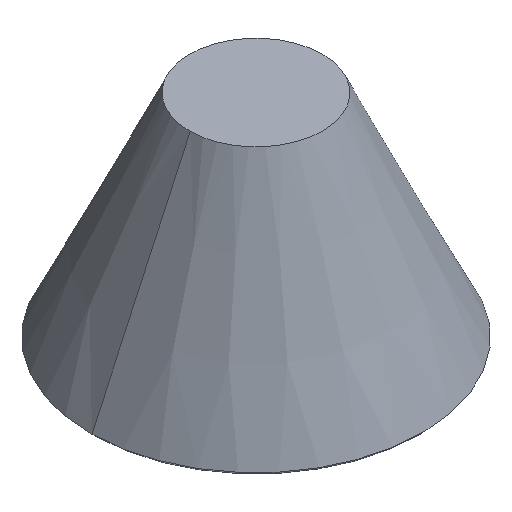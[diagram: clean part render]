
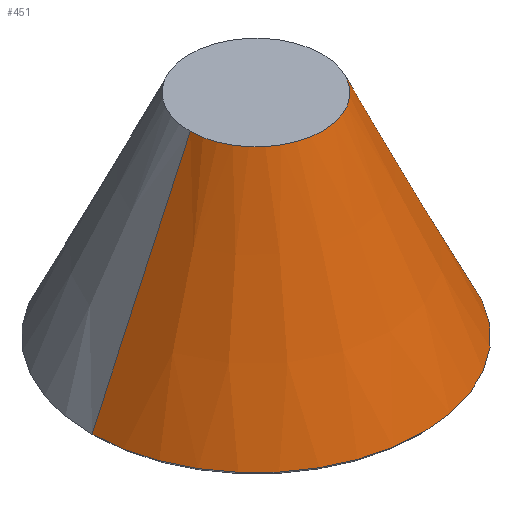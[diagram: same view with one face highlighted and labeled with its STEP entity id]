
A CAD part, isometric view. The second image highlights one B-rep face of the part: STEP entity #451.
In plain terms, the highlighted conical face has half-angle 25.133 degrees and reference radius 2.5 mm.
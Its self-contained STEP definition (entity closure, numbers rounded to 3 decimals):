
#58 = VERTEX_POINT('',#59);
#59 = CARTESIAN_POINT('',(-6.236,-0.071,
    0.536));
#73 = CONICAL_SURFACE('',#74,6.236,0.785);
#74 = AXIS2_PLACEMENT_3D('',#75,#76,#77);
#75 = CARTESIAN_POINT('',(0.,0.,
    0.536));
#76 = DIRECTION('',(0.,0.,1.));
#77 = DIRECTION('',(1.,0.011,0.
    ));
#86 = VERTEX_POINT('',#87);
#87 = CARTESIAN_POINT('',(6.236,0.071,
    0.536));
#102 = CONICAL_SURFACE('',#103,2.5,0.439);
#103 = AXIS2_PLACEMENT_3D('',#104,#105,#106);
#104 = CARTESIAN_POINT('',(0.,0.,8.5));
#105 = DIRECTION('',(0.,0.,-1.));
#106 = DIRECTION('',(-1.,-0.011,
    0.));
#235 = EDGE_CURVE('',#58,#86,#236,.T.);
#236 = SURFACE_CURVE('',#237,(#242,#249),.PCURVE_S1.);
#237 = CIRCLE('',#238,6.236);
#238 = AXIS2_PLACEMENT_3D('',#239,#240,#241);
#239 = CARTESIAN_POINT('',(0.,0.,
    0.536));
#240 = DIRECTION('',(0.,0.,1.));
#241 = DIRECTION('',(1.,0.011,
    0.));
#242 = PCURVE('',#73,#243);
#243 = DEFINITIONAL_REPRESENTATION('',(#244),#248);
#244 = LINE('',#245,#246);
#245 = CARTESIAN_POINT('',(0.,0.));
#246 = VECTOR('',#247,1.);
#247 = DIRECTION('',(1.,0.));
#248 = ( GEOMETRIC_REPRESENTATION_CONTEXT(2) 
PARAMETRIC_REPRESENTATION_CONTEXT() REPRESENTATION_CONTEXT('2D SPACE',''
  ) );
#249 = PCURVE('',#250,#255);
#250 = CONICAL_SURFACE('',#251,2.5,0.439);
#251 = AXIS2_PLACEMENT_3D('',#252,#253,#254);
#252 = CARTESIAN_POINT('',(0.,0.,8.5));
#253 = DIRECTION('',(0.,0.,-1.));
#254 = DIRECTION('',(-1.,-0.011,
    0.));
#255 = DEFINITIONAL_REPRESENTATION('',(#256),#260);
#256 = LINE('',#257,#258);
#257 = CARTESIAN_POINT('',(9.425,7.964));
#258 = VECTOR('',#259,1.);
#259 = DIRECTION('',(-1.,0.));
#260 = ( GEOMETRIC_REPRESENTATION_CONTEXT(2) 
PARAMETRIC_REPRESENTATION_CONTEXT() REPRESENTATION_CONTEXT('2D SPACE',''
  ) );
#266 = VERTEX_POINT('',#267);
#267 = CARTESIAN_POINT('',(2.5,0.029,8.5));
#268 = VERTEX_POINT('',#269);
#269 = CARTESIAN_POINT('',(-2.5,-0.029,8.5));
#284 = PLANE('',#285);
#285 = AXIS2_PLACEMENT_3D('',#286,#287,#288);
#286 = CARTESIAN_POINT('',(2.5,0.029,8.5));
#287 = DIRECTION('',(0.,0.,1.));
#288 = DIRECTION('',(1.,0.011,
    0.));
#296 = EDGE_CURVE('',#266,#86,#297,.T.);
#297 = SURFACE_CURVE('',#298,(#302,#309),.PCURVE_S1.);
#298 = LINE('',#299,#300);
#299 = CARTESIAN_POINT('',(2.5,0.029,8.5));
#300 = VECTOR('',#301,1.);
#301 = DIRECTION('',(0.425,0.005,-0.905)
  );
#302 = PCURVE('',#102,#303);
#303 = DEFINITIONAL_REPRESENTATION('',(#304),#308);
#304 = LINE('',#305,#306);
#305 = CARTESIAN_POINT('',(3.142,0.));
#306 = VECTOR('',#307,1.);
#307 = DIRECTION('',(0.,1.));
#308 = ( GEOMETRIC_REPRESENTATION_CONTEXT(2) 
PARAMETRIC_REPRESENTATION_CONTEXT() REPRESENTATION_CONTEXT('2D SPACE',''
  ) );
#309 = PCURVE('',#250,#310);
#310 = DEFINITIONAL_REPRESENTATION('',(#311),#315);
#311 = LINE('',#312,#313);
#312 = CARTESIAN_POINT('',(3.142,0.));
#313 = VECTOR('',#314,1.);
#314 = DIRECTION('',(0.,1.));
#315 = ( GEOMETRIC_REPRESENTATION_CONTEXT(2) 
PARAMETRIC_REPRESENTATION_CONTEXT() REPRESENTATION_CONTEXT('2D SPACE',''
  ) );
#318 = EDGE_CURVE('',#268,#58,#319,.T.);
#319 = SURFACE_CURVE('',#320,(#324,#331),.PCURVE_S1.);
#320 = LINE('',#321,#322);
#321 = CARTESIAN_POINT('',(-2.5,-0.029,8.5));
#322 = VECTOR('',#323,1.);
#323 = DIRECTION('',(-0.425,-0.005,-0.905
    ));
#324 = PCURVE('',#102,#325);
#325 = DEFINITIONAL_REPRESENTATION('',(#326),#330);
#326 = LINE('',#327,#328);
#327 = CARTESIAN_POINT('',(0.,0.));
#328 = VECTOR('',#329,1.);
#329 = DIRECTION('',(0.,1.));
#330 = ( GEOMETRIC_REPRESENTATION_CONTEXT(2) 
PARAMETRIC_REPRESENTATION_CONTEXT() REPRESENTATION_CONTEXT('2D SPACE',''
  ) );
#331 = PCURVE('',#250,#332);
#332 = DEFINITIONAL_REPRESENTATION('',(#333),#337);
#333 = LINE('',#334,#335);
#334 = CARTESIAN_POINT('',(6.283,0.));
#335 = VECTOR('',#336,1.);
#336 = DIRECTION('',(0.,1.));
#337 = ( GEOMETRIC_REPRESENTATION_CONTEXT(2) 
PARAMETRIC_REPRESENTATION_CONTEXT() REPRESENTATION_CONTEXT('2D SPACE',''
  ) );
#451 = ADVANCED_FACE('',(#452),#250,.T.);
#452 = FACE_BOUND('',#453,.T.);
#453 = EDGE_LOOP('',(#454,#455,#477,#478));
#454 = ORIENTED_EDGE('',*,*,#296,.F.);
#455 = ORIENTED_EDGE('',*,*,#456,.F.);
#456 = EDGE_CURVE('',#268,#266,#457,.T.);
#457 = SURFACE_CURVE('',#458,(#463,#470),.PCURVE_S1.);
#458 = CIRCLE('',#459,2.5);
#459 = AXIS2_PLACEMENT_3D('',#460,#461,#462);
#460 = CARTESIAN_POINT('',(0.,0.,8.5));
#461 = DIRECTION('',(0.,0.,1.));
#462 = DIRECTION('',(1.,0.011,
    0.));
#463 = PCURVE('',#250,#464);
#464 = DEFINITIONAL_REPRESENTATION('',(#465),#469);
#465 = LINE('',#466,#467);
#466 = CARTESIAN_POINT('',(9.425,0.));
#467 = VECTOR('',#468,1.);
#468 = DIRECTION('',(-1.,0.));
#469 = ( GEOMETRIC_REPRESENTATION_CONTEXT(2) 
PARAMETRIC_REPRESENTATION_CONTEXT() REPRESENTATION_CONTEXT('2D SPACE',''
  ) );
#470 = PCURVE('',#284,#471);
#471 = DEFINITIONAL_REPRESENTATION('',(#472),#476);
#472 = CIRCLE('',#473,2.5);
#473 = AXIS2_PLACEMENT_2D('',#474,#475);
#474 = CARTESIAN_POINT('',(-2.5,0.));
#475 = DIRECTION('',(1.,0.));
#476 = ( GEOMETRIC_REPRESENTATION_CONTEXT(2) 
PARAMETRIC_REPRESENTATION_CONTEXT() REPRESENTATION_CONTEXT('2D SPACE',''
  ) );
#477 = ORIENTED_EDGE('',*,*,#318,.T.);
#478 = ORIENTED_EDGE('',*,*,#235,.T.);
